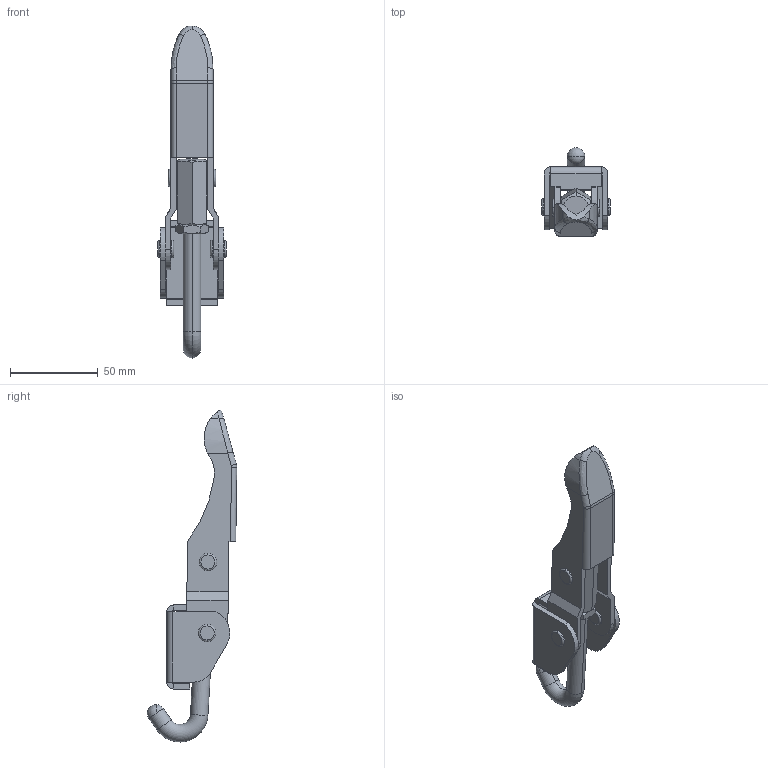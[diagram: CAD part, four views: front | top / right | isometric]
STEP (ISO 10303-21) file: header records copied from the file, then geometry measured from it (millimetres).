
FILE_DESCRIPTION (( 'STEP AP203' ), '1' );
FILE_NAME ('HS-43150 .STEP', '2019-10-07T06:01:16', ( '微软用户' ), ( '微软中国' ), 'SwSTEP 2.0', 'SolidWorks 2012', '' );
FILE_SCHEMA (( 'CONFIG_CONTROL_DESIGN' ));
Length unit declared in the file: millimetre
Products named in the file (8): HS-43150 ; hex thin nuts-grades ab-chamfered gb_GB_FASTENER_NUT_STNAB M10-N; 挴裝; 种2; 种1; 忒梟; 鞠褒; 菁釱
Assembly tree (8 placements, depth 2):
  HS-43150 
    菁釱
    鞠褒
    忒梟
    种1  x2
    种2
    挴裝
    hex thin nuts-grades ab-chamfered gb_GB_FASTENER_NUT_STNAB M10-N
Bounding box: 39 x 50.98 x 189.48 mm (x, y, z)
Volume: 49938.2 mm3; surface area: 33293.5 mm2
Topology: 9 solids, 9 shells, 543 faces, 1426 edges, 932 vertices
Faces by surface type: plane 264, bspline 138, cylinder 107, cone 16, torus 16, sphere 2
Entity records: 23055 total; most frequent: CARTESIAN_POINT 9888, ORIENTED_EDGE 2794, DIRECTION 2109, EDGE_CURVE 1397, VERTEX_POINT 914, VECTOR 851, LINE 851, AXIS2_PLACEMENT_3D 629
